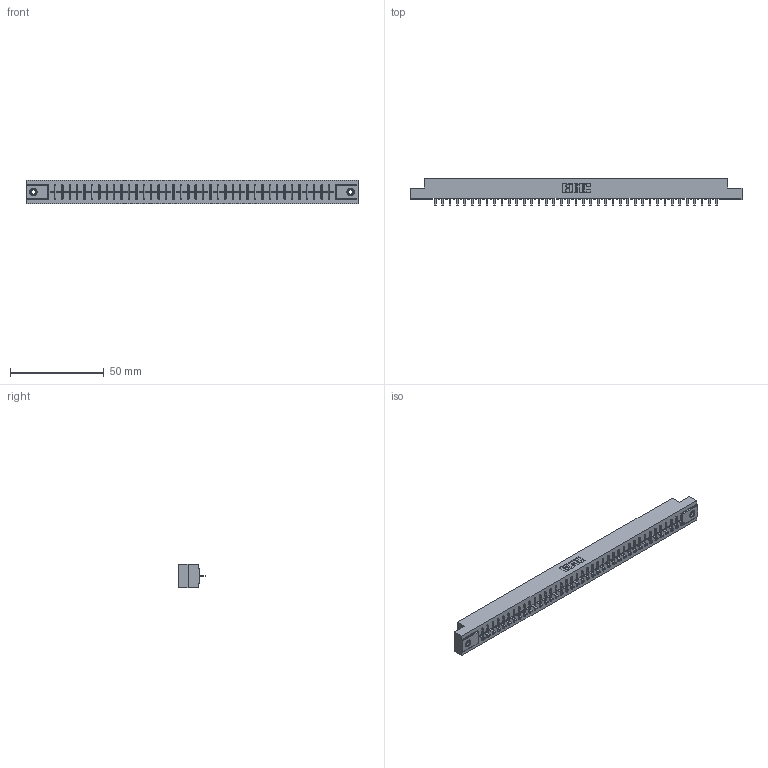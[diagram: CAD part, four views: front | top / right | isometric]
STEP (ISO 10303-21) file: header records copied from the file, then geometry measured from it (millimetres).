
FILE_DESCRIPTION (( 'STEP AP203' ), '1' );
FILE_NAME ('306-039-521-108.STEP', '2019-09-12T00:15:20', ( '' ), ( '' ), 'SwSTEP 2.0', 'SolidWorks 2016', '' );
FILE_SCHEMA (( 'CONFIG_CONTROL_DESIGN' ));
Length unit declared in the file: inch
Products named in the file (4): 306 Part_.156 Dia; 306-039-521-108; 345-250-001_345-250-003-102; 306-290-001_121
Assembly tree (42 placements, depth 2):
  306-039-521-108
    306 Part_.156 Dia
    306-290-001_121  x39
    345-250-001_345-250-003-102  x2
Bounding box: 177.55 x 14.88 x 12.7 mm (x, y, z)
Volume: 19550.1 mm3; surface area: 19775.9 mm2
Topology: 42 solids, 42 shells, 2906 faces, 8135 edges, 5206 vertices
Faces by surface type: plane 1933, cylinder 801, sphere 156, cone 12, torus 4
Entity records: 37899 total; most frequent: CARTESIAN_POINT 6343, ORIENTED_EDGE 6282, DIRECTION 6263, EDGE_CURVE 3141, LINE 2455, VECTOR 2455, VERTEX_POINT 1984, AXIS2_PLACEMENT_3D 1904
